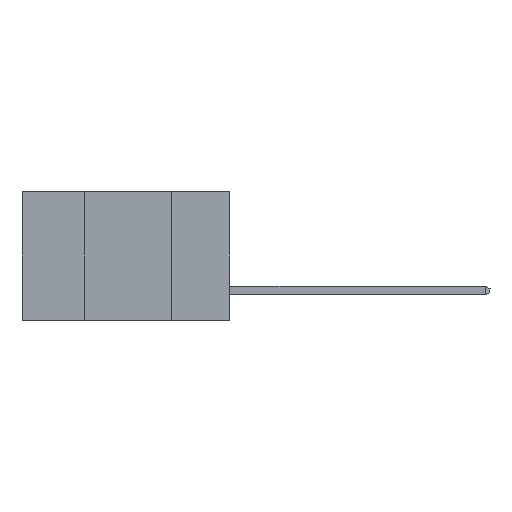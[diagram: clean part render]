
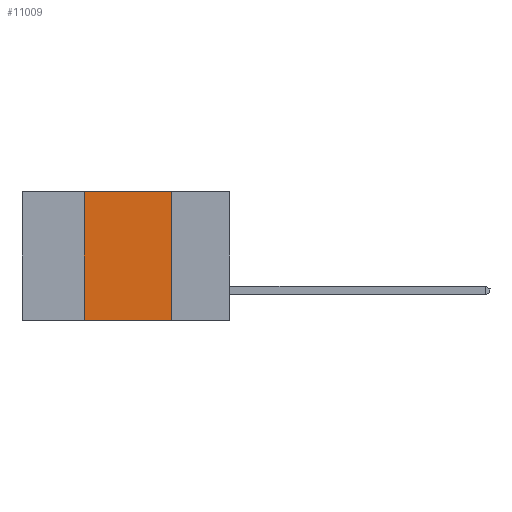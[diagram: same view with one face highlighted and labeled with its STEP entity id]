
A CAD part, left-side view. The second image highlights one B-rep face of the part: STEP entity #11009.
In plain terms, the highlighted planar face has unit normal (-1, 0, 0).
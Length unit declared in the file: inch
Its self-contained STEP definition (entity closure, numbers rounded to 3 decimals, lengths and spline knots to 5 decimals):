
#234 = DIRECTION ( 'NONE',  ( 0., 0., -1. ) ) ;
#385 = VERTEX_POINT ( 'NONE', #16909 ) ;
#1045 = DIRECTION ( 'NONE',  ( 0., -1., 0. ) ) ;
#1134 = CARTESIAN_POINT ( 'NONE',  ( 0., 0.6, 0. ) ) ;
#1337 = DIRECTION ( 'NONE',  ( 0., 0., 1. ) ) ;
#1504 = DIRECTION ( 'NONE',  ( 1., 0., 0. ) ) ;
#2765 = VECTOR ( 'NONE', #1337, 39.37008 ) ;
#2932 = EDGE_CURVE ( 'NONE', #14392, #15620, #15568, .T. ) ;
#3008 = CARTESIAN_POINT ( 'NONE',  ( 0., 0.6, -0.37 ) ) ;
#3796 = VERTEX_POINT ( 'NONE', #12376 ) ;
#6058 = AXIS2_PLACEMENT_3D ( 'NONE', #14400, #1504, #234 ) ;
#6763 = CARTESIAN_POINT ( 'NONE',  ( 0., 0.42, -0.37 ) ) ;
#7216 = VECTOR ( 'NONE', #8597, 39.37008 ) ;
#8183 = CARTESIAN_POINT ( 'NONE',  ( 0., 0.17, -0.37 ) ) ;
#8233 = LINE ( 'NONE', #6763, #2765 ) ;
#8511 = PLANE ( 'NONE',  #6058 ) ;
#8533 = EDGE_CURVE ( 'NONE', #14392, #385, #8233, .T. ) ;
#8597 = DIRECTION ( 'NONE',  ( 0., -1., 0. ) ) ;
#9165 = LINE ( 'NONE', #1134, #17375 ) ;
#9558 = CARTESIAN_POINT ( 'NONE',  ( 0., 0.42, -0.37 ) ) ;
#9603 = LINE ( 'NONE', #8183, #15324 ) ;
#10595 = EDGE_LOOP ( 'NONE', ( #10867, #16127, #15658, #13572 ) ) ;
#10860 = CARTESIAN_POINT ( 'NONE',  ( 0., 0.17, -0.37 ) ) ;
#10867 = ORIENTED_EDGE ( 'NONE', *, *, #16680, .F. ) ;
#11009 = ADVANCED_FACE ( 'NONE', ( #14028 ), #8511, .F. ) ;
#12376 = CARTESIAN_POINT ( 'NONE',  ( 0., 0.17, 0. ) ) ;
#13572 = ORIENTED_EDGE ( 'NONE', *, *, #2932, .T. ) ;
#13887 = DIRECTION ( 'NONE',  ( 0., 0., -1. ) ) ;
#14028 = FACE_OUTER_BOUND ( 'NONE', #10595, .T. ) ;
#14392 = VERTEX_POINT ( 'NONE', #9558 ) ;
#14400 = CARTESIAN_POINT ( 'NONE',  ( 0., 0.6, 0. ) ) ;
#15324 = VECTOR ( 'NONE', #13887, 39.37008 ) ;
#15568 = LINE ( 'NONE', #3008, #7216 ) ;
#15620 = VERTEX_POINT ( 'NONE', #10860 ) ;
#15658 = ORIENTED_EDGE ( 'NONE', *, *, #8533, .F. ) ;
#16038 = EDGE_CURVE ( 'NONE', #385, #3796, #9165, .T. ) ;
#16127 = ORIENTED_EDGE ( 'NONE', *, *, #16038, .F. ) ;
#16680 = EDGE_CURVE ( 'NONE', #3796, #15620, #9603, .T. ) ;
#16909 = CARTESIAN_POINT ( 'NONE',  ( 0., 0.42, 0. ) ) ;
#17375 = VECTOR ( 'NONE', #1045, 39.37008 ) ;
